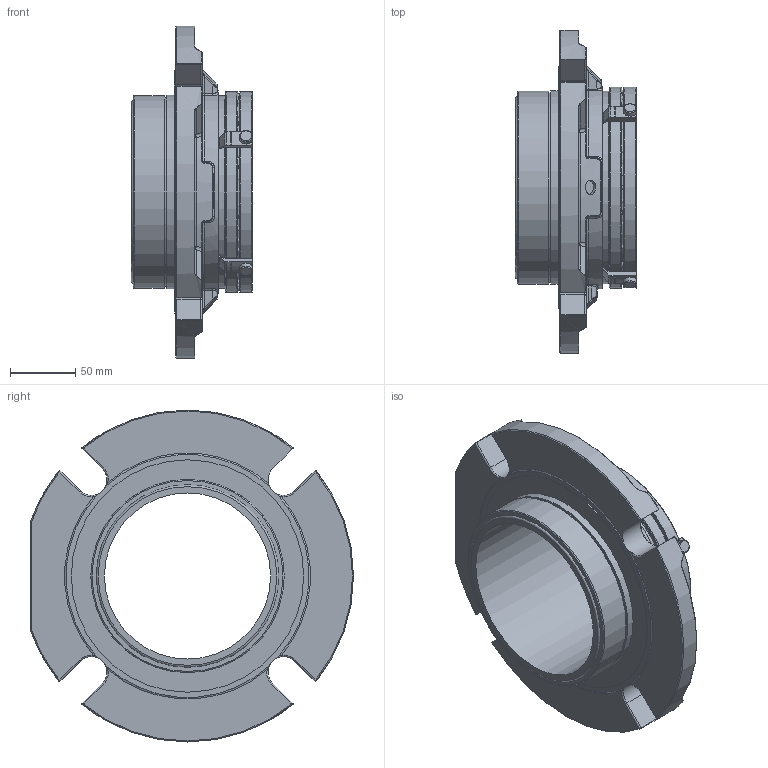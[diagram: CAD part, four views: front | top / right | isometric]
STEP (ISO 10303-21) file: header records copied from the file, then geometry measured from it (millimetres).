
FILE_DESCRIPTION(/* description */ ('Unknown'),/* implementation_level */ '2;1');
FILE_NAME(/* name */ '5.000',/* time_stamp */ '2023-02-07T15:39:14+00:00',/* author */ ('Unknown'),/* organization */ ('Unknown'),/* preprocessor_version */ 'ST-DEVELOPER v16.7',/* originating_system */ 'Solid Edge',/* authorisation */ 'Unknown');
FILE_SCHEMA (('AUTOMOTIVE_DESIGN {1 0 10303 214 3 1 1}'));
Length unit declared in the file: millimetre
Products named in the file (1): 5.000
Bounding box: 92.57 x 246.87 x 253.75 mm (x, y, z)
Volume: 1021318.5 mm3; surface area: 181774.1 mm2
Topology: 1 solids, 1 shells, 736 faces, 1798 edges, 1134 vertices
Faces by surface type: plane 237, cylinder 216, torus 125, bspline 98, sphere 39, cone 21
Full cylindrical faces by diameter (mm): 2.867 x36, 3.172 x2, 3.761 x1, 9.99 x4, 10.998 x2, 127 x1, 130.019 x1, 132.963 x1, 139.535 x1, 141.54 x1, 144.407 x1, 147.376 x1, 147.477 x1, 147.807 x1, 153.669 x1, 177.622 x1
Entity records: 23929 total; most frequent: CARTESIAN_POINT 8062, ORIENTED_EDGE 3264, DIRECTION 3126, EDGE_CURVE 1632, AXIS2_PLACEMENT_3D 1298, VERTEX_POINT 1082, EDGE_LOOP 934, FACE_BOUND 934
